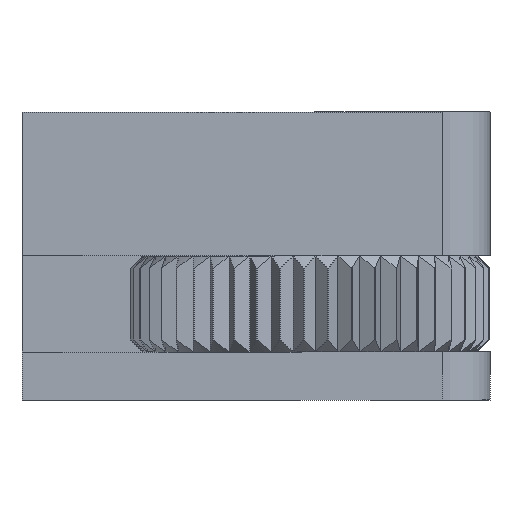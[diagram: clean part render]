
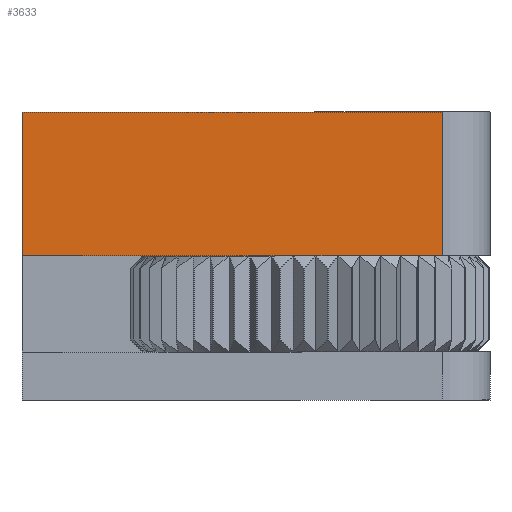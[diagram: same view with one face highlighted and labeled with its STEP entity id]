
A CAD part, left-side view. The second image highlights one B-rep face of the part: STEP entity #3633.
In plain terms, the highlighted planar face has unit normal (-1, 0, 0).
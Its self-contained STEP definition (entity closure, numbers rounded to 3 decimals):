
#325=PLANE('',#3986);
#438=FACE_OUTER_BOUND('',#705,.T.);
#705=EDGE_LOOP('',(#2457,#2458,#2459,#2460));
#971=LINE('',#5599,#1147);
#975=LINE('',#5610,#1151);
#979=LINE('',#5622,#1155);
#983=LINE('',#5637,#1159);
#1147=VECTOR('',#4475,10.);
#1151=VECTOR('',#4483,10.);
#1155=VECTOR('',#4493,10.);
#1159=VECTOR('',#4509,10.);
#1531=VERTEX_POINT('',#5587);
#1536=VERTEX_POINT('',#5597);
#1541=VERTEX_POINT('',#5609);
#1546=VERTEX_POINT('',#5621);
#1858=EDGE_CURVE('',#1536,#1531,#971,.T.);
#1863=EDGE_CURVE('',#1531,#1541,#975,.T.);
#1869=EDGE_CURVE('',#1536,#1546,#979,.T.);
#1877=EDGE_CURVE('',#1541,#1546,#983,.T.);
#2457=ORIENTED_EDGE('',*,*,#1863,.F.);
#2458=ORIENTED_EDGE('',*,*,#1858,.F.);
#2459=ORIENTED_EDGE('',*,*,#1869,.T.);
#2460=ORIENTED_EDGE('',*,*,#1877,.F.);
#3633=ADVANCED_FACE('',(#438),#325,.T.);
#3986=AXIS2_PLACEMENT_3D('',#5636,#4507,#4508);
#4475=DIRECTION('',(0.,1.,0.));
#4483=DIRECTION('',(0.,0.,1.));
#4493=DIRECTION('',(0.,0.,1.));
#4507=DIRECTION('center_axis',(-1.,0.,0.));
#4508=DIRECTION('ref_axis',(0.,0.,
1.));
#4509=DIRECTION('',(0.,-1.,0.));
#5587=CARTESIAN_POINT('',(-17.,6.,-6.));
#5597=CARTESIAN_POINT('',(-17.,0.02,-6.));
#5599=CARTESIAN_POINT('',(-17.,-6.,-6.));
#5609=CARTESIAN_POINT('',(-17.,6.,11.5));
#5610=CARTESIAN_POINT('',(-17.,6.,13.5));
#5621=CARTESIAN_POINT('',(-17.,0.02,11.5));
#5622=CARTESIAN_POINT('',(-17.,0.02,-1.125));
#5636=CARTESIAN_POINT('Origin',(-17.,-6.,-6.));
#5637=CARTESIAN_POINT('',(-17.,-6.,11.5));
